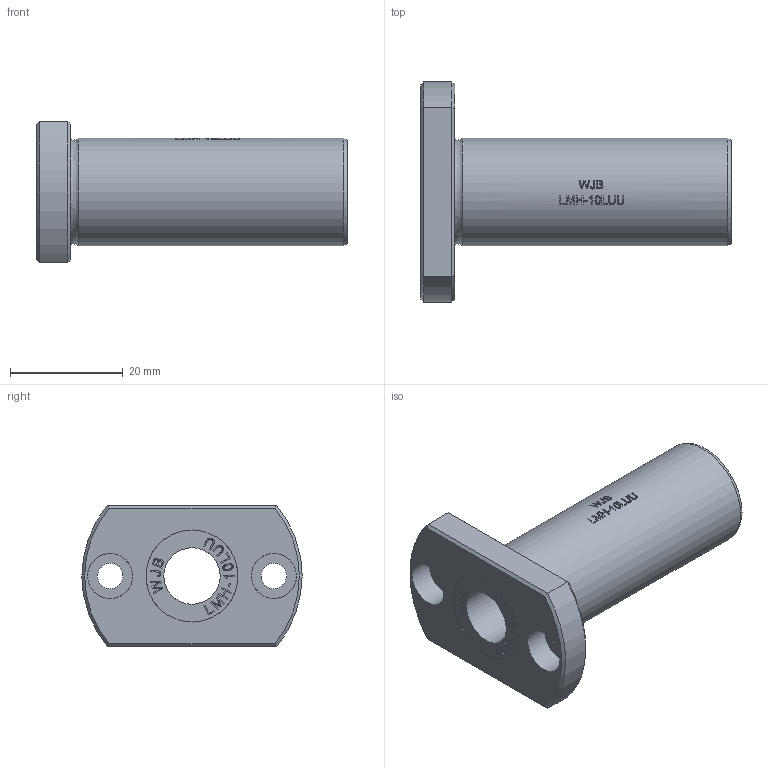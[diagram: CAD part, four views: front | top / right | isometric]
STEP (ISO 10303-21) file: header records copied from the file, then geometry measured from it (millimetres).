
FILE_DESCRIPTION(/* description */ (''),/* implementation_level */ '2;1');
FILE_NAME(/* name */ 'WJB-LMH-10LUU.stp',/* time_stamp */ '2018-09-18T23:53:45+08:00',/* author */ (''),/* organization */ (''),/* preprocessor_version */ 'ST-DEVELOPER v11',/* originating_system */ 'SIEMENS UGS NX 6.0',/* authorisation */ '');
FILE_SCHEMA (('CONFIG_CONTROL_DESIGN'));
Length unit declared in the file: millimetre
Products named in the file (1): WJB-LMH-10LUU
Bounding box: 55 x 39 x 25 mm (x, y, z)
Volume: 14419.6 mm3; surface area: 7151.4 mm2
Topology: 1 solids, 1 shells, 347 faces, 894 edges, 599 vertices
Faces by surface type: plane 232, extrusion 84, cylinder 25, cone 4, torus 2
Full cylindrical faces by diameter (mm): 4.5 x2, 8 x2, 10 x1, 16.3 x2, 19 x1
Entity records: 13356 total; most frequent: CARTESIAN_POINT 5440, ORIENTED_EDGE 1768, DIRECTION 1209, EDGE_CURVE 884, VERTEX_POINT 599, VECTOR 547, LINE 463, B_SPLINE_CURVE_WITH_KNOTS 438
